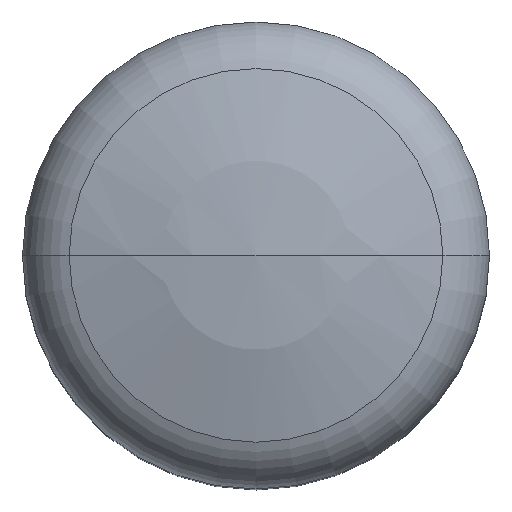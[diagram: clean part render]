
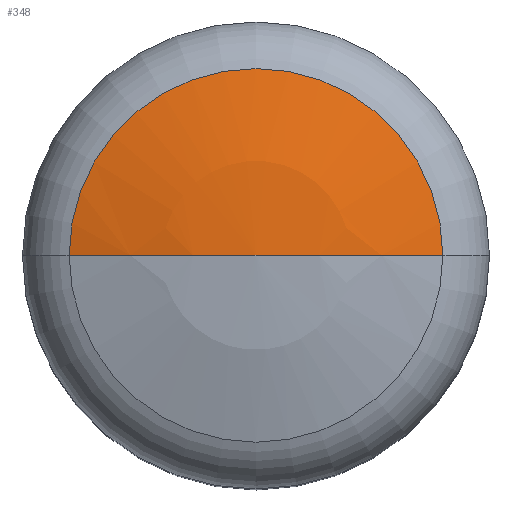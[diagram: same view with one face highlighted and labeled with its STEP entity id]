
A CAD part, top view. The second image highlights one B-rep face of the part: STEP entity #348.
In plain terms, the highlighted spherical face has radius 28 mm.
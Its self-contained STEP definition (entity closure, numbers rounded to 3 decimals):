
#156=EDGE_CURVE('',#226,#334,#424,.T.);
#226=VERTEX_POINT('',#501);
#278=EDGE_CURVE('',#316,#226,#558,.T.);
#316=VERTEX_POINT('',#602);
#334=VERTEX_POINT('',#625);
#336=EDGE_CURVE('',#334,#316,#627,.T.);
#348=ADVANCED_FACE('',(#639),#640,.T.);
#424=CIRCLE('',#716,8.4);
#501=CARTESIAN_POINT('',(8.4,0.,51.21));
#558=CIRCLE('',#915,28.);
#602=CARTESIAN_POINT('',(0.,0.,52.5));
#625=CARTESIAN_POINT('',(-8.4,0.,51.21));
#627=CIRCLE('',#1011,28.);
#639=FACE_OUTER_BOUND('',#1047,.T.);
#640=SPHERICAL_SURFACE('',#1048,28.);
#716=AXIS2_PLACEMENT_3D('',#1134,#1135,#1136);
#915=AXIS2_PLACEMENT_3D('',#1300,#1301,#1302);
#1011=AXIS2_PLACEMENT_3D('',#1401,#1402,#1403);
#1047=EDGE_LOOP('',(#1407,#1408,#1409));
#1048=AXIS2_PLACEMENT_3D('',#1410,#1411,#1412);
#1134=CARTESIAN_POINT('',(0.,0.,51.21));
#1135=DIRECTION('',(0.0,0.0,1.0));
#1136=DIRECTION('',(1.0,0.,0.0));
#1300=CARTESIAN_POINT('',(0.,0.,24.5));
#1301=DIRECTION('',(0.,1.0,0.0));
#1302=DIRECTION('',(0.0,-0.0,-1.0));
#1401=CARTESIAN_POINT('',(0.,0.,24.5));
#1402=DIRECTION('',(0.,1.0,0.0));
#1403=DIRECTION('',(0.0,-0.0,-1.0));
#1407=ORIENTED_EDGE('',*,*,#336,.T.);
#1408=ORIENTED_EDGE('',*,*,#278,.T.);
#1409=ORIENTED_EDGE('',*,*,#156,.T.);
#1410=CARTESIAN_POINT('',(0.,0.,24.5));
#1411=DIRECTION('',(0.0,0.0,1.0));
#1412=DIRECTION('',(-1.0,0.,0.0));
